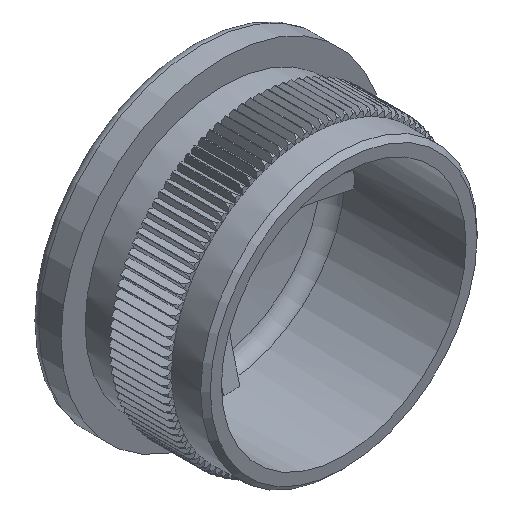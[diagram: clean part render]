
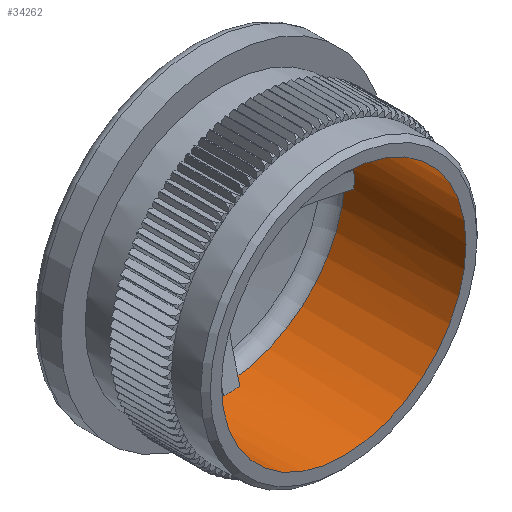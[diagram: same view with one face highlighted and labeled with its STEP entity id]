
A CAD part, isometric view. The second image highlights one B-rep face of the part: STEP entity #34262.
In plain terms, the highlighted cylindrical face has radius 12.7 mm (diameter 25.4 mm), a full revolution.
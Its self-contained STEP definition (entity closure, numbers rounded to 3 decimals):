
#113 = ORIENTED_EDGE ( 'NONE', *, *, #9547, .T. ) ;
#150 = CARTESIAN_POINT ( 'NONE',  ( 0., 0., -12.7 ) ) ;
#401 = VERTEX_POINT ( 'NONE', #24863 ) ;
#436 = DIRECTION ( 'NONE',  ( 0., -1., 0. ) ) ;
#604 = VECTOR ( 'NONE', #8303, 1000. ) ;
#1172 = EDGE_CURVE ( 'NONE', #23049, #28636, #17816, .T. ) ;
#1218 = VERTEX_POINT ( 'NONE', #19662 ) ;
#1508 = DIRECTION ( 'NONE',  ( 0., 1., 0. ) ) ;
#1993 = ORIENTED_EDGE ( 'NONE', *, *, #15054, .T. ) ;
#2175 = ORIENTED_EDGE ( 'NONE', *, *, #30753, .T. ) ;
#2238 = DIRECTION ( 'NONE',  ( 0., 0., -1. ) ) ;
#2286 = EDGE_CURVE ( 'NONE', #4596, #2982, #31394, .T. ) ;
#2390 = DIRECTION ( 'NONE',  ( 0., -1., 0. ) ) ;
#2528 = CARTESIAN_POINT ( 'NONE',  ( 0.85, 12.562, -12.672 ) ) ;
#2913 = DIRECTION ( 'NONE',  ( 0., -1., 0. ) ) ;
#2982 = VERTEX_POINT ( 'NONE', #24621 ) ;
#3064 = DIRECTION ( 'NONE',  ( 0., -1., 0. ) ) ;
#3138 = DIRECTION ( 'NONE',  ( 0., 0., -1. ) ) ;
#3163 = EDGE_CURVE ( 'NONE', #28636, #25497, #12845, .T. ) ;
#3522 = AXIS2_PLACEMENT_3D ( 'NONE', #14587, #2913, #3138 ) ;
#4494 = CARTESIAN_POINT ( 'NONE',  ( 0., 11.619, 0. ) ) ;
#4596 = VERTEX_POINT ( 'NONE', #15764 ) ;
#4626 = DIRECTION ( 'NONE',  ( 0., -1., 0. ) ) ;
#4703 = AXIS2_PLACEMENT_3D ( 'NONE', #5952, #8294, #25316 ) ;
#4814 = VECTOR ( 'NONE', #17907, 1000. ) ;
#5245 = CARTESIAN_POINT ( 'NONE',  ( 0., 15.5, 0. ) ) ;
#5395 = DIRECTION ( 'NONE',  ( 0., 0., -1. ) ) ;
#5454 = DIRECTION ( 'NONE',  ( 0., -1., 0. ) ) ;
#5622 = FACE_OUTER_BOUND ( 'NONE', #11337, .T. ) ;
#5853 = CIRCLE ( 'NONE', #3522, 12.7 ) ;
#5952 = CARTESIAN_POINT ( 'NONE',  ( 0., 12.562, 0. ) ) ;
#6356 = DIRECTION ( 'NONE',  ( 0., 0., -1. ) ) ;
#6485 = DIRECTION ( 'NONE',  ( 0., 1., 0. ) ) ;
#6905 = FACE_OUTER_BOUND ( 'NONE', #13865, .T. ) ;
#7329 = ORIENTED_EDGE ( 'NONE', *, *, #20033, .T. ) ;
#7617 = CARTESIAN_POINT ( 'NONE',  ( -12.672, 12.562, -0.85 ) ) ;
#7823 = CARTESIAN_POINT ( 'NONE',  ( 0., 12.562, 0. ) ) ;
#7880 = CARTESIAN_POINT ( 'NONE',  ( -0.85, 18.501, 12.672 ) ) ;
#8186 = DIRECTION ( 'NONE',  ( 0., 0., -1. ) ) ;
#8294 = DIRECTION ( 'NONE',  ( 0., 1., 0. ) ) ;
#8303 = DIRECTION ( 'NONE',  ( 0., -1., 0. ) ) ;
#9547 = EDGE_CURVE ( 'NONE', #34381, #25497, #33541, .T. ) ;
#9978 = EDGE_CURVE ( 'NONE', #401, #1218, #30838, .T. ) ;
#10012 = CARTESIAN_POINT ( 'NONE',  ( -12.672, 11.619, 0.85 ) ) ;
#10579 = EDGE_CURVE ( 'NONE', #13435, #10885, #17203, .T. ) ;
#10885 = VERTEX_POINT ( 'NONE', #10012 ) ;
#11289 = VERTEX_POINT ( 'NONE', #29533 ) ;
#11337 = EDGE_LOOP ( 'NONE', ( #2175 ) ) ;
#11342 = CYLINDRICAL_SURFACE ( 'NONE', #27915, 12.7 ) ;
#11521 = CIRCLE ( 'NONE', #36598, 12.7 ) ;
#11714 = LINE ( 'NONE', #15128, #18346 ) ;
#11933 = VECTOR ( 'NONE', #3064, 1000. ) ;
#12040 = CARTESIAN_POINT ( 'NONE',  ( 0., 12.562, 0. ) ) ;
#12671 = CIRCLE ( 'NONE', #35069, 12.7 ) ;
#12845 = CIRCLE ( 'NONE', #15902, 12.7 ) ;
#13435 = VERTEX_POINT ( 'NONE', #33738 ) ;
#13739 = CARTESIAN_POINT ( 'NONE',  ( 0., 11.619, 0. ) ) ;
#13865 = EDGE_LOOP ( 'NONE', ( #15321, #20684, #7329, #26977, #18829, #14262, #32809, #20718, #32559, #17499, #21859, #113, #29069, #31918, #1993, #31696 ) ) ;
#13890 = VECTOR ( 'NONE', #29768, 1000. ) ;
#14262 = ORIENTED_EDGE ( 'NONE', *, *, #17256, .F. ) ;
#14351 = CARTESIAN_POINT ( 'NONE',  ( -0.85, 18.501, -12.672 ) ) ;
#14587 = CARTESIAN_POINT ( 'NONE',  ( 0., 11.619, 0. ) ) ;
#15010 = CARTESIAN_POINT ( 'NONE',  ( 0.85, 11.619, -12.672 ) ) ;
#15054 = EDGE_CURVE ( 'NONE', #23049, #35669, #12671, .T. ) ;
#15128 = CARTESIAN_POINT ( 'NONE',  ( -12.672, 18.501, -0.85 ) ) ;
#15321 = ORIENTED_EDGE ( 'NONE', *, *, #30546, .F. ) ;
#15446 = EDGE_CURVE ( 'NONE', #35558, #11289, #20156, .T. ) ;
#15764 = CARTESIAN_POINT ( 'NONE',  ( -0.85, 12.562, 12.672 ) ) ;
#15902 = AXIS2_PLACEMENT_3D ( 'NONE', #33748, #16636, #5395 ) ;
#16629 = CARTESIAN_POINT ( 'NONE',  ( 0.85, 12.562, 12.672 ) ) ;
#16636 = DIRECTION ( 'NONE',  ( 0., -1., 0. ) ) ;
#16730 = DIRECTION ( 'NONE',  ( 0., -1., 0. ) ) ;
#17203 = LINE ( 'NONE', #26130, #4814 ) ;
#17256 = EDGE_CURVE ( 'NONE', #32365, #27063, #20081, .T. ) ;
#17499 = ORIENTED_EDGE ( 'NONE', *, *, #9978, .F. ) ;
#17816 = LINE ( 'NONE', #14351, #604 ) ;
#17907 = DIRECTION ( 'NONE',  ( 0., -1., 0. ) ) ;
#18017 = CARTESIAN_POINT ( 'NONE',  ( -0.85, 11.619, -12.672 ) ) ;
#18346 = VECTOR ( 'NONE', #28765, 1000. ) ;
#18447 = DIRECTION ( 'NONE',  ( 0., 0., -1. ) ) ;
#18524 = VECTOR ( 'NONE', #34958, 1000. ) ;
#18829 = ORIENTED_EDGE ( 'NONE', *, *, #19801, .F. ) ;
#19181 = DIRECTION ( 'NONE',  ( 0., 0., -1. ) ) ;
#19385 = EDGE_CURVE ( 'NONE', #401, #34381, #32310, .T. ) ;
#19662 = CARTESIAN_POINT ( 'NONE',  ( 12.672, 11.619, -0.85 ) ) ;
#19801 = EDGE_CURVE ( 'NONE', #27063, #2982, #5853, .T. ) ;
#20033 = EDGE_CURVE ( 'NONE', #13435, #4596, #28745, .T. ) ;
#20081 = LINE ( 'NONE', #21448, #13890 ) ;
#20156 = LINE ( 'NONE', #36182, #26762 ) ;
#20684 = ORIENTED_EDGE ( 'NONE', *, *, #10579, .F. ) ;
#20718 = ORIENTED_EDGE ( 'NONE', *, *, #15446, .T. ) ;
#21448 = CARTESIAN_POINT ( 'NONE',  ( 0.85, 18.501, 12.672 ) ) ;
#21859 = ORIENTED_EDGE ( 'NONE', *, *, #19385, .T. ) ;
#22034 = DIRECTION ( 'NONE',  ( 0., 1., 0. ) ) ;
#22461 = CARTESIAN_POINT ( 'NONE',  ( -0.85, 12.562, -12.672 ) ) ;
#23049 = VERTEX_POINT ( 'NONE', #22461 ) ;
#24197 = CARTESIAN_POINT ( 'NONE',  ( 12.672, 18.501, -0.85 ) ) ;
#24621 = CARTESIAN_POINT ( 'NONE',  ( -0.85, 11.619, 12.672 ) ) ;
#24714 = CARTESIAN_POINT ( 'NONE',  ( -12.672, 11.619, -0.85 ) ) ;
#24863 = CARTESIAN_POINT ( 'NONE',  ( 12.672, 12.562, -0.85 ) ) ;
#25010 = AXIS2_PLACEMENT_3D ( 'NONE', #30737, #16730, #36454 ) ;
#25204 = CIRCLE ( 'NONE', #25010, 12.7 ) ;
#25220 = AXIS2_PLACEMENT_3D ( 'NONE', #13739, #2390, #33459 ) ;
#25316 = DIRECTION ( 'NONE',  ( 0., 0., -1. ) ) ;
#25497 = VERTEX_POINT ( 'NONE', #15010 ) ;
#25565 = EDGE_CURVE ( 'NONE', #35669, #25740, #11714, .T. ) ;
#25740 = VERTEX_POINT ( 'NONE', #24714 ) ;
#26130 = CARTESIAN_POINT ( 'NONE',  ( -12.672, 18.501, 0.85 ) ) ;
#26264 = CARTESIAN_POINT ( 'NONE',  ( 0.85, 11.619, 12.672 ) ) ;
#26762 = VECTOR ( 'NONE', #5454, 1000. ) ;
#26977 = ORIENTED_EDGE ( 'NONE', *, *, #2286, .T. ) ;
#27063 = VERTEX_POINT ( 'NONE', #26264 ) ;
#27186 = AXIS2_PLACEMENT_3D ( 'NONE', #29460, #1508, #2238 ) ;
#27482 = DIRECTION ( 'NONE',  ( 0., -1., 0. ) ) ;
#27915 = AXIS2_PLACEMENT_3D ( 'NONE', #5245, #436, #8186 ) ;
#28393 = VERTEX_POINT ( 'NONE', #150 ) ;
#28636 = VERTEX_POINT ( 'NONE', #18017 ) ;
#28745 = CIRCLE ( 'NONE', #27186, 12.7 ) ;
#28765 = DIRECTION ( 'NONE',  ( 0., -1., 0. ) ) ;
#29069 = ORIENTED_EDGE ( 'NONE', *, *, #3163, .F. ) ;
#29213 = EDGE_CURVE ( 'NONE', #1218, #11289, #32736, .T. ) ;
#29460 = CARTESIAN_POINT ( 'NONE',  ( 0., 12.562, 0. ) ) ;
#29533 = CARTESIAN_POINT ( 'NONE',  ( 12.672, 11.619, 0.85 ) ) ;
#29768 = DIRECTION ( 'NONE',  ( 0., -1., 0. ) ) ;
#30363 = EDGE_CURVE ( 'NONE', #32365, #35558, #11521, .T. ) ;
#30546 = EDGE_CURVE ( 'NONE', #10885, #25740, #34471, .T. ) ;
#30737 = CARTESIAN_POINT ( 'NONE',  ( 0., 0., 0. ) ) ;
#30753 = EDGE_CURVE ( 'NONE', #28393, #28393, #25204, .T. ) ;
#30838 = LINE ( 'NONE', #24197, #18524 ) ;
#31263 = CARTESIAN_POINT ( 'NONE',  ( 0.85, 18.501, -12.672 ) ) ;
#31394 = LINE ( 'NONE', #7880, #34977 ) ;
#31696 = ORIENTED_EDGE ( 'NONE', *, *, #25565, .T. ) ;
#31918 = ORIENTED_EDGE ( 'NONE', *, *, #1172, .F. ) ;
#32310 = CIRCLE ( 'NONE', #4703, 12.7 ) ;
#32365 = VERTEX_POINT ( 'NONE', #16629 ) ;
#32559 = ORIENTED_EDGE ( 'NONE', *, *, #29213, .F. ) ;
#32736 = CIRCLE ( 'NONE', #25220, 12.7 ) ;
#32809 = ORIENTED_EDGE ( 'NONE', *, *, #30363, .T. ) ;
#33459 = DIRECTION ( 'NONE',  ( 0., 0., -1. ) ) ;
#33541 = LINE ( 'NONE', #31263, #11933 ) ;
#33738 = CARTESIAN_POINT ( 'NONE',  ( -12.672, 12.562, 0.85 ) ) ;
#33748 = CARTESIAN_POINT ( 'NONE',  ( 0., 11.619, 0. ) ) ;
#34262 = ADVANCED_FACE ( 'NONE', ( #6905, #5622 ), #11342, .F. ) ;
#34381 = VERTEX_POINT ( 'NONE', #2528 ) ;
#34471 = CIRCLE ( 'NONE', #35876, 12.7 ) ;
#34958 = DIRECTION ( 'NONE',  ( 0., -1., 0. ) ) ;
#34977 = VECTOR ( 'NONE', #27482, 1000. ) ;
#35069 = AXIS2_PLACEMENT_3D ( 'NONE', #7823, #22034, #19181 ) ;
#35516 = CARTESIAN_POINT ( 'NONE',  ( 12.672, 12.562, 0.85 ) ) ;
#35558 = VERTEX_POINT ( 'NONE', #35516 ) ;
#35669 = VERTEX_POINT ( 'NONE', #7617 ) ;
#35876 = AXIS2_PLACEMENT_3D ( 'NONE', #4494, #4626, #18447 ) ;
#36182 = CARTESIAN_POINT ( 'NONE',  ( 12.672, 18.501, 0.85 ) ) ;
#36454 = DIRECTION ( 'NONE',  ( 0., 0., -1. ) ) ;
#36598 = AXIS2_PLACEMENT_3D ( 'NONE', #12040, #6485, #6356 ) ;
